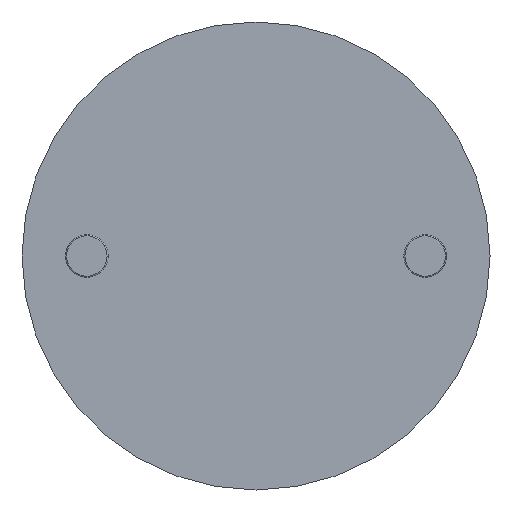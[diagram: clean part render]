
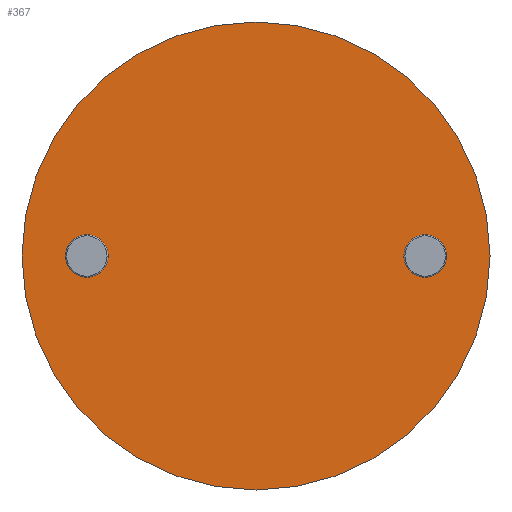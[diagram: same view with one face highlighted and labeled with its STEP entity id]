
A CAD part, front view. The second image highlights one B-rep face of the part: STEP entity #367.
In plain terms, the highlighted planar face has unit normal (0, -1, 0).
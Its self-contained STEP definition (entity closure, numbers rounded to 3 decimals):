
#15 = EDGE_CURVE ( 'NONE', #800, #407, #27, .T. ) ;
#27 = CIRCLE ( 'NONE', #653, 1. ) ;
#33 = CARTESIAN_POINT ( 'NONE',  ( 7.95, 0., 0. ) ) ;
#83 = ORIENTED_EDGE ( 'NONE', *, *, #806, .F. ) ;
#95 = ORIENTED_EDGE ( 'NONE', *, *, #575, .F. ) ;
#129 = DIRECTION ( 'NONE',  ( 0., -1., 0. ) ) ;
#131 = VERTEX_POINT ( 'NONE', #387 ) ;
#142 = EDGE_LOOP ( 'NONE', ( #311, #341 ) ) ;
#144 = PLANE ( 'NONE',  #535 ) ;
#158 = DIRECTION ( 'NONE',  ( 0., -1., 0. ) ) ;
#163 = ORIENTED_EDGE ( 'NONE', *, *, #15, .F. ) ;
#177 = CIRCLE ( 'NONE', #641, 11. ) ;
#188 = CARTESIAN_POINT ( 'NONE',  ( 0., 0., 0. ) ) ;
#195 = DIRECTION ( 'NONE',  ( 0., 1., 0. ) ) ;
#210 = AXIS2_PLACEMENT_3D ( 'NONE', #221, #375, #378 ) ;
#211 = VERTEX_POINT ( 'NONE', #288 ) ;
#221 = CARTESIAN_POINT ( 'NONE',  ( 7.95, 0., 0. ) ) ;
#229 = CIRCLE ( 'NONE', #799, 11. ) ;
#231 = DIRECTION ( 'NONE',  ( 0., 0., 1. ) ) ;
#235 = FACE_BOUND ( 'NONE', #286, .T. ) ;
#282 = CARTESIAN_POINT ( 'NONE',  ( 0., 0., 0. ) ) ;
#286 = EDGE_LOOP ( 'NONE', ( #525, #163 ) ) ;
#288 = CARTESIAN_POINT ( 'NONE',  ( 0., 0., 11. ) ) ;
#309 = DIRECTION ( 'NONE',  ( 0., 0., 1. ) ) ;
#311 = ORIENTED_EDGE ( 'NONE', *, *, #424, .F. ) ;
#341 = ORIENTED_EDGE ( 'NONE', *, *, #655, .F. ) ;
#355 = DIRECTION ( 'NONE',  ( 0., 0., 1. ) ) ;
#367 = ADVANCED_FACE ( 'NONE', ( #235, #739, #416 ), #144, .F. ) ;
#375 = DIRECTION ( 'NONE',  ( 0., -1., 0. ) ) ;
#376 = EDGE_LOOP ( 'NONE', ( #95, #83 ) ) ;
#377 = CIRCLE ( 'NONE', #660, 1. ) ;
#378 = DIRECTION ( 'NONE',  ( 0., 0., 1. ) ) ;
#381 = AXIS2_PLACEMENT_3D ( 'NONE', #823, #129, #388 ) ;
#387 = CARTESIAN_POINT ( 'NONE',  ( 0., 0., -11. ) ) ;
#388 = DIRECTION ( 'NONE',  ( 0., 0., 1. ) ) ;
#395 = DIRECTION ( 'NONE',  ( 0., 1., 0. ) ) ;
#407 = VERTEX_POINT ( 'NONE', #480 ) ;
#416 = FACE_OUTER_BOUND ( 'NONE', #376, .T. ) ;
#424 = EDGE_CURVE ( 'NONE', #674, #488, #377, .T. ) ;
#443 = DIRECTION ( 'NONE',  ( 0., 1., 0. ) ) ;
#477 = CIRCLE ( 'NONE', #381, 1. ) ;
#480 = CARTESIAN_POINT ( 'NONE',  ( 7.95, 0., 1. ) ) ;
#488 = VERTEX_POINT ( 'NONE', #562 ) ;
#498 = CARTESIAN_POINT ( 'NONE',  ( 0., 0., 0. ) ) ;
#499 = DIRECTION ( 'NONE',  ( 0., -1., 0. ) ) ;
#501 = EDGE_CURVE ( 'NONE', #407, #800, #609, .T. ) ;
#525 = ORIENTED_EDGE ( 'NONE', *, *, #501, .F. ) ;
#535 = AXIS2_PLACEMENT_3D ( 'NONE', #282, #395, #719 ) ;
#562 = CARTESIAN_POINT ( 'NONE',  ( -7.95, 0., -1. ) ) ;
#575 = EDGE_CURVE ( 'NONE', #131, #211, #177, .T. ) ;
#609 = CIRCLE ( 'NONE', #210, 1. ) ;
#641 = AXIS2_PLACEMENT_3D ( 'NONE', #188, #443, #309 ) ;
#653 = AXIS2_PLACEMENT_3D ( 'NONE', #33, #499, #231 ) ;
#655 = EDGE_CURVE ( 'NONE', #488, #674, #477, .T. ) ;
#660 = AXIS2_PLACEMENT_3D ( 'NONE', #788, #158, #355 ) ;
#674 = VERTEX_POINT ( 'NONE', #786 ) ;
#701 = DIRECTION ( 'NONE',  ( 0., 0., 1. ) ) ;
#719 = DIRECTION ( 'NONE',  ( 0., 0., 1. ) ) ;
#739 = FACE_BOUND ( 'NONE', #142, .T. ) ;
#752 = CARTESIAN_POINT ( 'NONE',  ( 7.95, 0., -1. ) ) ;
#786 = CARTESIAN_POINT ( 'NONE',  ( -7.95, 0., 1. ) ) ;
#788 = CARTESIAN_POINT ( 'NONE',  ( -7.95, 0., 0. ) ) ;
#799 = AXIS2_PLACEMENT_3D ( 'NONE', #498, #195, #701 ) ;
#800 = VERTEX_POINT ( 'NONE', #752 ) ;
#806 = EDGE_CURVE ( 'NONE', #211, #131, #229, .T. ) ;
#823 = CARTESIAN_POINT ( 'NONE',  ( -7.95, 0., 0. ) ) ;
